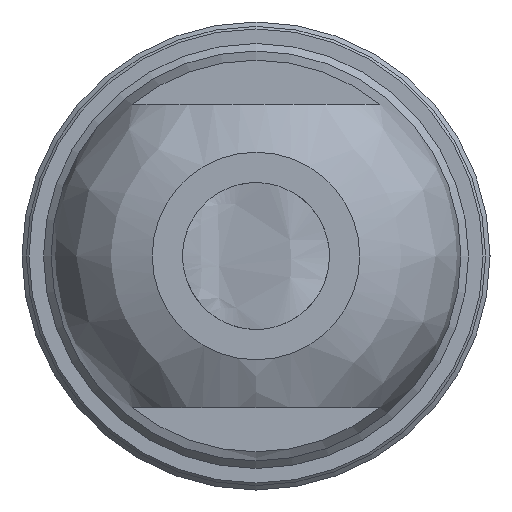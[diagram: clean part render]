
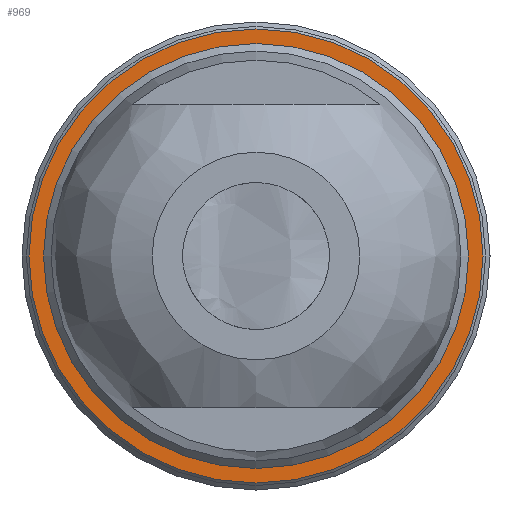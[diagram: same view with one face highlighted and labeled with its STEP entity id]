
A CAD part, left-side view. The second image highlights one B-rep face of the part: STEP entity #969.
In plain terms, the highlighted planar face has unit normal (-1, 0, 0).
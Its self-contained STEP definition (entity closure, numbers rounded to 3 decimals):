
#56=PLANE('',#1064);
#96=FACE_BOUND('',#391,.T.);
#177=CIRCLE('',#1065,8.975);
#178=CIRCLE('',#1066,8.1);
#299=FACE_OUTER_BOUND('',#390,.T.);
#390=EDGE_LOOP('',(#763));
#391=EDGE_LOOP('',(#764));
#562=VERTEX_POINT('',#1653);
#563=VERTEX_POINT('',#1655);
#658=EDGE_CURVE('',#562,#562,#177,.T.);
#659=EDGE_CURVE('',#563,#563,#178,.T.);
#763=ORIENTED_EDGE('',*,*,#658,.T.);
#764=ORIENTED_EDGE('',*,*,#659,.T.);
#969=ADVANCED_FACE('',(#299,#96),#56,.T.);
#1064=AXIS2_PLACEMENT_3D('',#1652,#1243,#1244);
#1065=AXIS2_PLACEMENT_3D('',#1654,#1245,#1246);
#1066=AXIS2_PLACEMENT_3D('',#1656,#1247,#1248);
#1243=DIRECTION('center_axis',(-1.,0.,0.));
#1244=DIRECTION('ref_axis',(0.,0.,1.));
#1245=DIRECTION('center_axis',(-1.,0.,0.));
#1246=DIRECTION('ref_axis',(0.,0.,1.));
#1247=DIRECTION('center_axis',(1.,0.,0.));
#1248=DIRECTION('ref_axis',(0.,0.,1.));
#1652=CARTESIAN_POINT('Origin',(1.,0.,
0.));
#1653=CARTESIAN_POINT('',(1.,0.,8.975));
#1654=CARTESIAN_POINT('Origin',(1.,0.,
0.));
#1655=CARTESIAN_POINT('',(1.,0.,8.1));
#1656=CARTESIAN_POINT('Origin',(1.,0.,
0.));
